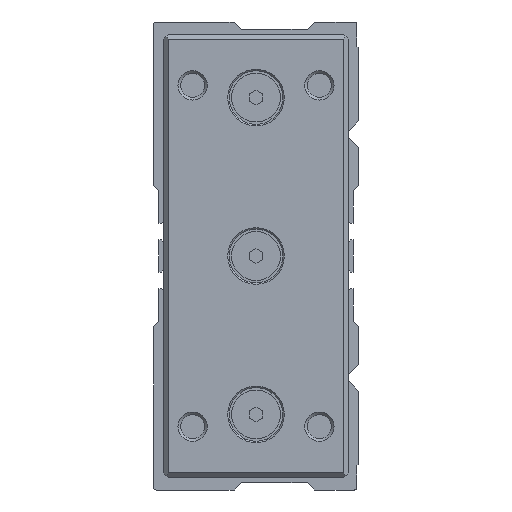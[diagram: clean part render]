
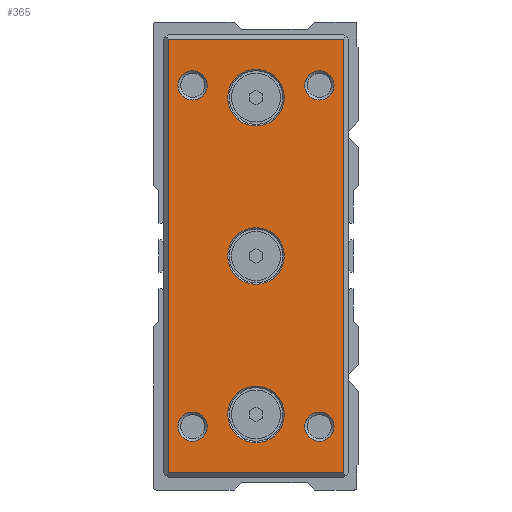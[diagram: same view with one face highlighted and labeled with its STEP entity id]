
A CAD part, left-side view. The second image highlights one B-rep face of the part: STEP entity #365.
In plain terms, the highlighted planar face has unit normal (-1, 0, 0).
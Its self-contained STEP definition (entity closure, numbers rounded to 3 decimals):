
#365 = ADVANCED_FACE( '', ( #822, #823, #824, #825, #826, #827, #828, #829 ), #830, .F. );
#822 = FACE_BOUND( '', #1383, .T. );
#823 = FACE_OUTER_BOUND( '', #1384, .T. );
#824 = FACE_BOUND( '', #1385, .T. );
#825 = FACE_BOUND( '', #1386, .T. );
#826 = FACE_BOUND( '', #1387, .T. );
#827 = FACE_BOUND( '', #1388, .T. );
#828 = FACE_BOUND( '', #1389, .T. );
#829 = FACE_BOUND( '', #1390, .T. );
#830 = PLANE( '', #1391 );
#1383 = EDGE_LOOP( '', ( #2760 ) );
#1384 = EDGE_LOOP( '', ( #2761, #2762, #2763, #2764 ) );
#1385 = EDGE_LOOP( '', ( #2765 ) );
#1386 = EDGE_LOOP( '', ( #2766 ) );
#1387 = EDGE_LOOP( '', ( #2767 ) );
#1388 = EDGE_LOOP( '', ( #2768 ) );
#1389 = EDGE_LOOP( '', ( #2769 ) );
#1390 = EDGE_LOOP( '', ( #2770 ) );
#1391 = AXIS2_PLACEMENT_3D( '', #2771, #2772, #2773 );
#2760 = ORIENTED_EDGE( '', *, *, #3578, .T. );
#2761 = ORIENTED_EDGE( '', *, *, #3579, .T. );
#2762 = ORIENTED_EDGE( '', *, *, #3548, .T. );
#2763 = ORIENTED_EDGE( '', *, *, #3580, .F. );
#2764 = ORIENTED_EDGE( '', *, *, #3562, .F. );
#2765 = ORIENTED_EDGE( '', *, *, #3581, .T. );
#2766 = ORIENTED_EDGE( '', *, *, #3582, .T. );
#2767 = ORIENTED_EDGE( '', *, *, #3583, .T. );
#2768 = ORIENTED_EDGE( '', *, *, #3584, .T. );
#2769 = ORIENTED_EDGE( '', *, *, #3585, .T. );
#2770 = ORIENTED_EDGE( '', *, *, #3586, .T. );
#2771 = CARTESIAN_POINT( '', ( -12., 0., 0. ) );
#2772 = DIRECTION( '', ( 1., 0., 0. ) );
#2773 = DIRECTION( '', ( 0., 0., -1. ) );
#3548 = EDGE_CURVE( '', #4288, #4286, #4289, .T. );
#3562 = EDGE_CURVE( '', #4314, #4316, #4317, .T. );
#3578 = EDGE_CURVE( '', #4347, #4347, #4348, .T. );
#3579 = EDGE_CURVE( '', #4314, #4288, #4349, .T. );
#3580 = EDGE_CURVE( '', #4316, #4286, #4350, .T. );
#3581 = EDGE_CURVE( '', #4351, #4351, #4352, .T. );
#3582 = EDGE_CURVE( '', #4353, #4353, #4354, .T. );
#3583 = EDGE_CURVE( '', #4355, #4355, #4356, .T. );
#3584 = EDGE_CURVE( '', #4357, #4357, #4358, .T. );
#3585 = EDGE_CURVE( '', #4359, #4359, #4360, .T. );
#3586 = EDGE_CURVE( '', #4361, #4361, #4362, .T. );
#4286 = VERTEX_POINT( '', #5467 );
#4288 = VERTEX_POINT( '', #5470 );
#4289 = LINE( '', #5471, #5472 );
#4314 = VERTEX_POINT( '', #5509 );
#4316 = VERTEX_POINT( '', #5512 );
#4317 = LINE( '', #5513, #5514 );
#4347 = VERTEX_POINT( '', #5557 );
#4348 = CIRCLE( '', #5558, 5.8 );
#4349 = LINE( '', #5559, #5560 );
#4350 = LINE( '', #5561, #5562 );
#4351 = VERTEX_POINT( '', #5563 );
#4352 = CIRCLE( '', #5564, 3. );
#4353 = VERTEX_POINT( '', #5565 );
#4354 = CIRCLE( '', #5566, 3. );
#4355 = VERTEX_POINT( '', #5567 );
#4356 = CIRCLE( '', #5568, 3. );
#4357 = VERTEX_POINT( '', #5569 );
#4358 = CIRCLE( '', #5570, 3. );
#4359 = VERTEX_POINT( '', #5571 );
#4360 = CIRCLE( '', #5572, 5.8 );
#4361 = VERTEX_POINT( '', #5573 );
#4362 = CIRCLE( '', #5574, 5.8 );
#5467 = CARTESIAN_POINT( '', ( -12., -18., -44.5 ) );
#5470 = CARTESIAN_POINT( '', ( -12., 18., -44.5 ) );
#5471 = CARTESIAN_POINT( '', ( -12., 19., -44.5 ) );
#5472 = VECTOR( '', #6394, 1000. );
#5509 = CARTESIAN_POINT( '', ( -12., 18., 44.5 ) );
#5512 = CARTESIAN_POINT( '', ( -12., -18., 44.5 ) );
#5513 = CARTESIAN_POINT( '', ( -12., 19., 44.5 ) );
#5514 = VECTOR( '', #6408, 1000. );
#5557 = CARTESIAN_POINT( '', ( -12., 0., -5.8 ) );
#5558 = AXIS2_PLACEMENT_3D( '', #6428, #6429, #6430 );
#5559 = CARTESIAN_POINT( '', ( -12., 18., 45.5 ) );
#5560 = VECTOR( '', #6431, 1000. );
#5561 = CARTESIAN_POINT( '', ( -12., -18., 45.5 ) );
#5562 = VECTOR( '', #6432, 1000. );
#5563 = CARTESIAN_POINT( '', ( -12., 13., -38. ) );
#5564 = AXIS2_PLACEMENT_3D( '', #6433, #6434, #6435 );
#5565 = CARTESIAN_POINT( '', ( -12., -13., 32. ) );
#5566 = AXIS2_PLACEMENT_3D( '', #6436, #6437, #6438 );
#5567 = CARTESIAN_POINT( '', ( -12., -13., -38. ) );
#5568 = AXIS2_PLACEMENT_3D( '', #6439, #6440, #6441 );
#5569 = CARTESIAN_POINT( '', ( -12., 13., 32. ) );
#5570 = AXIS2_PLACEMENT_3D( '', #6442, #6443, #6444 );
#5571 = CARTESIAN_POINT( '', ( -12., 0., -38.3 ) );
#5572 = AXIS2_PLACEMENT_3D( '', #6445, #6446, #6447 );
#5573 = CARTESIAN_POINT( '', ( -12., 0., 26.7 ) );
#5574 = AXIS2_PLACEMENT_3D( '', #6448, #6449, #6450 );
#6394 = DIRECTION( '', ( 0., -1., 0. ) );
#6408 = DIRECTION( '', ( 0., -1., 0. ) );
#6428 = CARTESIAN_POINT( '', ( -12., 0., 0. ) );
#6429 = DIRECTION( '', ( 1., 0., 0. ) );
#6430 = DIRECTION( '', ( 0., 0., -1. ) );
#6431 = DIRECTION( '', ( 0., 0., -1. ) );
#6432 = DIRECTION( '', ( 0., 0., -1. ) );
#6433 = CARTESIAN_POINT( '', ( -12., 13., -35. ) );
#6434 = DIRECTION( '', ( 1., 0., 0. ) );
#6435 = DIRECTION( '', ( 0., 0., -1. ) );
#6436 = CARTESIAN_POINT( '', ( -12., -13., 35. ) );
#6437 = DIRECTION( '', ( 1., 0., 0. ) );
#6438 = DIRECTION( '', ( 0., 0., -1. ) );
#6439 = CARTESIAN_POINT( '', ( -12., -13., -35. ) );
#6440 = DIRECTION( '', ( 1., 0., 0. ) );
#6441 = DIRECTION( '', ( 0., 0., -1. ) );
#6442 = CARTESIAN_POINT( '', ( -12., 13., 35. ) );
#6443 = DIRECTION( '', ( 1., 0., 0. ) );
#6444 = DIRECTION( '', ( 0., 0., -1. ) );
#6445 = CARTESIAN_POINT( '', ( -12., 0., -32.5 ) );
#6446 = DIRECTION( '', ( 1., 0., 0. ) );
#6447 = DIRECTION( '', ( 0., 0., -1. ) );
#6448 = CARTESIAN_POINT( '', ( -12., 0., 32.5 ) );
#6449 = DIRECTION( '', ( 1., 0., 0. ) );
#6450 = DIRECTION( '', ( 0., 0., -1. ) );
